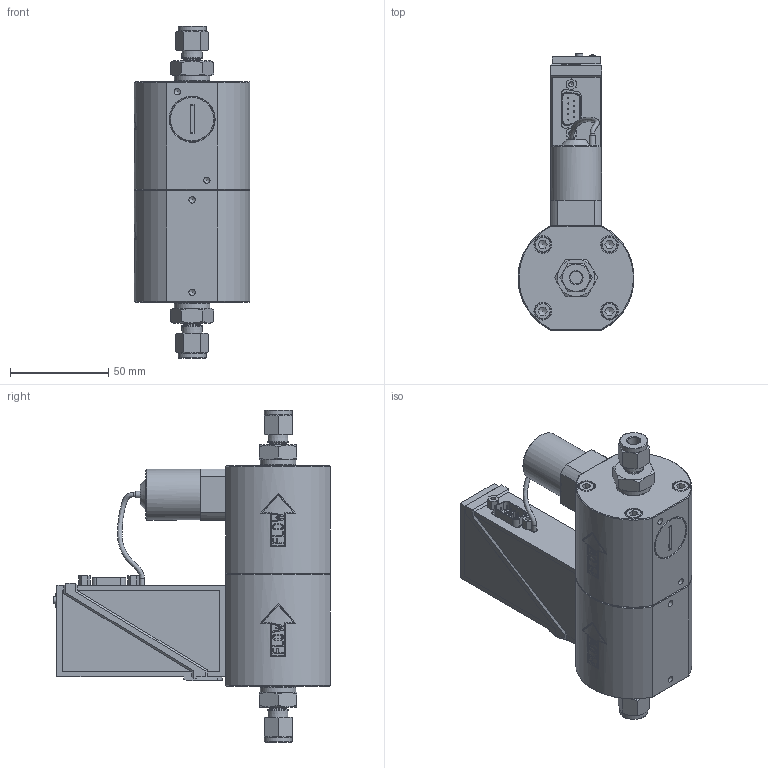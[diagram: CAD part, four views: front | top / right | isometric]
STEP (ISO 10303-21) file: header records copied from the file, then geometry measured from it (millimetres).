
FILE_DESCRIPTION(/* description */ (''),/* implementation_level */ '2;1');
FILE_NAME(/* name */ 'F-212AV-nnn-Ann-22-n.stp',/* time_stamp */ '2021-08-10T09:18:58+02:00',/* author */ ('M-Huiskes'),/* organization */ (''),/* preprocessor_version */ 'ST-DEVELOPER v18.1',/* originating_system */ 'Autodesk Inventor 2021',/* authorisation */ '');
FILE_SCHEMA (('AUTOMOTIVE_DESIGN { 1 0 10303 214 3 1 1 }'));
Length unit declared in the file: millimetre
Products named in the file (1): F-202AV-nnn-Ann-22-n
Bounding box: 58.89 x 140.56 x 168.8 mm (x, y, z)
Volume: 426007.2 mm3; surface area: 52556.4 mm2
Topology: 7 solids, 14 shells, 749 faces, 1847 edges, 1187 vertices
Faces by surface type: plane 394, cone 121, cylinder 116, bspline 89, torus 18, sphere 11
Full cylindrical faces by diameter (mm): 0.59 x9, 2.318 x3, 2.459 x2, 2.729 x4, 2.9 x2, 2.95 x2, 3 x8, 3.2 x7, 3.242 x4, 3.318 x1, 3.6 x1, 3.65 x1, 4.4 x1, 4.65 x1, 4.7 x1, 5.328 x2, 5.5 x5, 6 x4, 6.35 x2, 8.5 x4, 8.997 x2, 9 x4, 14.287 x2, 18.034 x2, 25.9 x1
Entity records: 34277 total; most frequent: CARTESIAN_POINT 17276, ORIENTED_EDGE 3648, DIRECTION 3219, EDGE_CURVE 1824, VERTEX_POINT 1187, AXIS2_PLACEMENT_3D 1131, LINE 957, VECTOR 957
